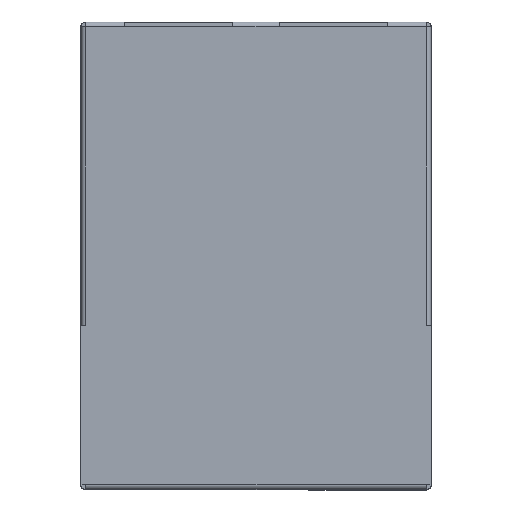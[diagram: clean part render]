
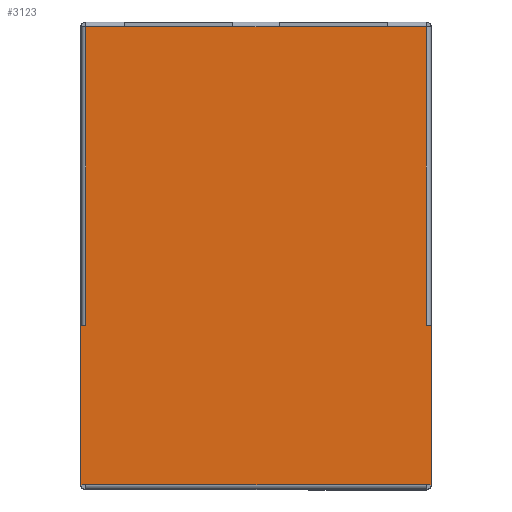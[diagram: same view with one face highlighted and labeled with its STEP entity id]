
A CAD part, top view. The second image highlights one B-rep face of the part: STEP entity #3123.
In plain terms, the highlighted planar face has unit normal (0, 0, 1).
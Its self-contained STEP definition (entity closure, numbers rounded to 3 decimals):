
#113 = EDGE_CURVE ( 'NONE', #9533, #25249, #8771, .T. ) ;
#454 = ORIENTED_EDGE ( 'NONE', *, *, #25718, .F. ) ;
#467 = DIRECTION ( 'NONE',  ( 1., 0., 0. ) ) ;
#955 = VECTOR ( 'NONE', #12793, 1000. ) ;
#1036 = ORIENTED_EDGE ( 'NONE', *, *, #12665, .F. ) ;
#1234 = EDGE_CURVE ( 'NONE', #15613, #6244, #20816, .T. ) ;
#1248 = VECTOR ( 'NONE', #20278, 1000. ) ;
#1642 = DIRECTION ( 'NONE',  ( 0., -1., 0. ) ) ;
#2883 = LINE ( 'NONE', #21775, #18098 ) ;
#3123 = ADVANCED_FACE ( 'NONE', ( #8678 ), #7610, .T. ) ;
#3795 = VERTEX_POINT ( 'NONE', #14207 ) ;
#3817 = VERTEX_POINT ( 'NONE', #18159 ) ;
#3972 = VERTEX_POINT ( 'NONE', #19719 ) ;
#3993 = CARTESIAN_POINT ( 'NONE',  ( 3.17, 7.94, 6.65 ) ) ;
#4031 = VERTEX_POINT ( 'NONE', #15896 ) ;
#4147 = DIRECTION ( 'NONE',  ( 1., 0., 0. ) ) ;
#4256 = VERTEX_POINT ( 'NONE', #17937 ) ;
#4571 = LINE ( 'NONE', #7770, #24380 ) ;
#4706 = ORIENTED_EDGE ( 'NONE', *, *, #14810, .T. ) ;
#4733 = VECTOR ( 'NONE', #13103, 1000. ) ;
#4924 = CARTESIAN_POINT ( 'NONE',  ( 10.39, -7.73, 6.65 ) ) ;
#5019 = EDGE_CURVE ( 'NONE', #6527, #14649, #7084, .T. ) ;
#5051 = LINE ( 'NONE', #24588, #955 ) ;
#5106 = EDGE_LOOP ( 'NONE', ( #15389, #24620, #11737, #16924, #20063, #12557, #454, #16728, #17939, #12495, #15626, #4706, #10193, #22162, #1036, #7104 ) ) ;
#5217 = DIRECTION ( 'NONE',  ( 0., -1., 0. ) ) ;
#5441 = CARTESIAN_POINT ( 'NONE',  ( -10.39, -5.95, 6.65 ) ) ;
#5660 = CARTESIAN_POINT ( 'NONE',  ( 3.17, 7.73, 6.65 ) ) ;
#6060 = LINE ( 'NONE', #3993, #23044 ) ;
#6107 = LINE ( 'NONE', #18007, #21252 ) ;
#6243 = DIRECTION ( 'NONE',  ( 1., 0., 0. ) ) ;
#6244 = VERTEX_POINT ( 'NONE', #6713 ) ;
#6527 = VERTEX_POINT ( 'NONE', #12899 ) ;
#6612 = LINE ( 'NONE', #12138, #21742 ) ;
#6713 = CARTESIAN_POINT ( 'NONE',  ( -10.39, 5.95, 6.65 ) ) ;
#7084 = LINE ( 'NONE', #8599, #7703 ) ;
#7104 = ORIENTED_EDGE ( 'NONE', *, *, #19766, .F. ) ;
#7205 = CARTESIAN_POINT ( 'NONE',  ( 10.39, -7.73, 6.65 ) ) ;
#7610 = PLANE ( 'NONE',  #24794 ) ;
#7703 = VECTOR ( 'NONE', #22387, 1000. ) ;
#7770 = CARTESIAN_POINT ( 'NONE',  ( -10.39, -1.05, 6.65 ) ) ;
#7980 = DIRECTION ( 'NONE',  ( 1., 0., 0. ) ) ;
#8013 = DIRECTION ( 'NONE',  ( 0., -1., 0. ) ) ;
#8599 = CARTESIAN_POINT ( 'NONE',  ( 3.17, -7.94, 6.65 ) ) ;
#8678 = FACE_OUTER_BOUND ( 'NONE', #5106, .T. ) ;
#8771 = LINE ( 'NONE', #18358, #4733 ) ;
#8855 = EDGE_CURVE ( 'NONE', #18794, #11498, #22332, .T. ) ;
#8889 = CARTESIAN_POINT ( 'NONE',  ( 10.39, 7.94, 6.65 ) ) ;
#9391 = LINE ( 'NONE', #22967, #13429 ) ;
#9533 = VERTEX_POINT ( 'NONE', #7205 ) ;
#10193 = ORIENTED_EDGE ( 'NONE', *, *, #113, .F. ) ;
#10402 = CARTESIAN_POINT ( 'NONE',  ( 10.39, 7.94, 6.65 ) ) ;
#10421 = LINE ( 'NONE', #11595, #20325 ) ;
#10931 = VECTOR ( 'NONE', #18758, 1000. ) ;
#11041 = EDGE_CURVE ( 'NONE', #3795, #4256, #20137, .T. ) ;
#11416 = CARTESIAN_POINT ( 'NONE',  ( 10.39, 7.94, 6.65 ) ) ;
#11498 = VERTEX_POINT ( 'NONE', #24601 ) ;
#11595 = CARTESIAN_POINT ( 'NONE',  ( -10.39, 7.94, 6.65 ) ) ;
#11737 = ORIENTED_EDGE ( 'NONE', *, *, #22492, .T. ) ;
#12135 = CARTESIAN_POINT ( 'NONE',  ( 10.39, -7.94, 6.65 ) ) ;
#12138 = CARTESIAN_POINT ( 'NONE',  ( 10.39, -7.94, 6.65 ) ) ;
#12424 = DIRECTION ( 'NONE',  ( 0., 0., 1. ) ) ;
#12495 = ORIENTED_EDGE ( 'NONE', *, *, #20926, .T. ) ;
#12526 = VECTOR ( 'NONE', #24693, 1000. ) ;
#12557 = ORIENTED_EDGE ( 'NONE', *, *, #24967, .T. ) ;
#12665 = EDGE_CURVE ( 'NONE', #24629, #4031, #22766, .T. ) ;
#12735 = EDGE_CURVE ( 'NONE', #25580, #3795, #10421, .T. ) ;
#12793 = DIRECTION ( 'NONE',  ( 0., 1., 0. ) ) ;
#12899 = CARTESIAN_POINT ( 'NONE',  ( 3.17, -7.73, 6.65 ) ) ;
#12906 = DIRECTION ( 'NONE',  ( 1., 0., 0. ) ) ;
#13103 = DIRECTION ( 'NONE',  ( 0., -1., 0. ) ) ;
#13429 = VECTOR ( 'NONE', #19212, 1000. ) ;
#14207 = CARTESIAN_POINT ( 'NONE',  ( -10.39, -7.73, 6.65 ) ) ;
#14276 = VECTOR ( 'NONE', #12906, 1000. ) ;
#14649 = VERTEX_POINT ( 'NONE', #17522 ) ;
#14810 = EDGE_CURVE ( 'NONE', #14649, #25249, #6612, .T. ) ;
#15389 = ORIENTED_EDGE ( 'NONE', *, *, #20769, .T. ) ;
#15613 = VERTEX_POINT ( 'NONE', #23485 ) ;
#15626 = ORIENTED_EDGE ( 'NONE', *, *, #5019, .T. ) ;
#15896 = CARTESIAN_POINT ( 'NONE',  ( 10.39, 7.73, 6.65 ) ) ;
#15960 = EDGE_CURVE ( 'NONE', #19799, #6244, #5051, .T. ) ;
#16304 = CARTESIAN_POINT ( 'NONE',  ( 10.39, 7.73, 6.65 ) ) ;
#16728 = ORIENTED_EDGE ( 'NONE', *, *, #12735, .T. ) ;
#16924 = ORIENTED_EDGE ( 'NONE', *, *, #1234, .T. ) ;
#17131 = LINE ( 'NONE', #8889, #12526 ) ;
#17522 = CARTESIAN_POINT ( 'NONE',  ( 3.17, -7.94, 6.65 ) ) ;
#17557 = VECTOR ( 'NONE', #23220, 1000. ) ;
#17619 = VECTOR ( 'NONE', #5217, 1000. ) ;
#17937 = CARTESIAN_POINT ( 'NONE',  ( 3.16, -7.73, 6.65 ) ) ;
#17939 = ORIENTED_EDGE ( 'NONE', *, *, #11041, .T. ) ;
#18007 = CARTESIAN_POINT ( 'NONE',  ( -10.6, 7.94, 6.65 ) ) ;
#18098 = VECTOR ( 'NONE', #7980, 1000. ) ;
#18159 = CARTESIAN_POINT ( 'NONE',  ( -10.39, -1.05, 6.65 ) ) ;
#18358 = CARTESIAN_POINT ( 'NONE',  ( 10.39, 7.94, 6.65 ) ) ;
#18582 = CARTESIAN_POINT ( 'NONE',  ( -10.39, 7.94, 6.65 ) ) ;
#18758 = DIRECTION ( 'NONE',  ( 0., -1., 0. ) ) ;
#18794 = VERTEX_POINT ( 'NONE', #5660 ) ;
#19212 = DIRECTION ( 'NONE',  ( -1., 0., 0. ) ) ;
#19618 = DIRECTION ( 'NONE',  ( 0., 1., 0. ) ) ;
#19719 = CARTESIAN_POINT ( 'NONE',  ( 3.17, 7.94, 6.65 ) ) ;
#19766 = EDGE_CURVE ( 'NONE', #3972, #24629, #6107, .T. ) ;
#19799 = VERTEX_POINT ( 'NONE', #22137 ) ;
#20063 = ORIENTED_EDGE ( 'NONE', *, *, #15960, .F. ) ;
#20137 = LINE ( 'NONE', #4924, #14276 ) ;
#20278 = DIRECTION ( 'NONE',  ( -1., 0., 0. ) ) ;
#20325 = VECTOR ( 'NONE', #1642, 1000. ) ;
#20769 = EDGE_CURVE ( 'NONE', #3972, #18794, #6060, .T. ) ;
#20816 = LINE ( 'NONE', #18582, #10931 ) ;
#20926 = EDGE_CURVE ( 'NONE', #4256, #6527, #2883, .T. ) ;
#21103 = CARTESIAN_POINT ( 'NONE',  ( -10.39, 7.94, 6.65 ) ) ;
#21252 = VECTOR ( 'NONE', #4147, 1000. ) ;
#21742 = VECTOR ( 'NONE', #6243, 1000. ) ;
#21765 = EDGE_CURVE ( 'NONE', #9533, #4031, #17131, .T. ) ;
#21775 = CARTESIAN_POINT ( 'NONE',  ( 3.17, -7.73, 6.65 ) ) ;
#22137 = CARTESIAN_POINT ( 'NONE',  ( -10.39, 1.05, 6.65 ) ) ;
#22162 = ORIENTED_EDGE ( 'NONE', *, *, #21765, .T. ) ;
#22332 = LINE ( 'NONE', #16304, #1248 ) ;
#22387 = DIRECTION ( 'NONE',  ( 0., -1., 0. ) ) ;
#22492 = EDGE_CURVE ( 'NONE', #11498, #15613, #9391, .T. ) ;
#22766 = LINE ( 'NONE', #11416, #17557 ) ;
#22967 = CARTESIAN_POINT ( 'NONE',  ( 10.39, 7.73, 6.65 ) ) ;
#23044 = VECTOR ( 'NONE', #8013, 1000. ) ;
#23220 = DIRECTION ( 'NONE',  ( 0., -1., 0. ) ) ;
#23448 = CARTESIAN_POINT ( 'NONE',  ( 10.39, 7.94, 6.65 ) ) ;
#23478 = LINE ( 'NONE', #21103, #17619 ) ;
#23485 = CARTESIAN_POINT ( 'NONE',  ( -10.39, 7.73, 6.65 ) ) ;
#24380 = VECTOR ( 'NONE', #19618, 1000. ) ;
#24588 = CARTESIAN_POINT ( 'NONE',  ( -10.39, 5.95, 6.65 ) ) ;
#24601 = CARTESIAN_POINT ( 'NONE',  ( 3.16, 7.73, 6.65 ) ) ;
#24620 = ORIENTED_EDGE ( 'NONE', *, *, #8855, .T. ) ;
#24629 = VERTEX_POINT ( 'NONE', #23448 ) ;
#24693 = DIRECTION ( 'NONE',  ( 0., 1., 0. ) ) ;
#24794 = AXIS2_PLACEMENT_3D ( 'NONE', #10402, #12424, #467 ) ;
#24967 = EDGE_CURVE ( 'NONE', #19799, #3817, #23478, .T. ) ;
#25249 = VERTEX_POINT ( 'NONE', #12135 ) ;
#25580 = VERTEX_POINT ( 'NONE', #5441 ) ;
#25718 = EDGE_CURVE ( 'NONE', #25580, #3817, #4571, .T. ) ;
